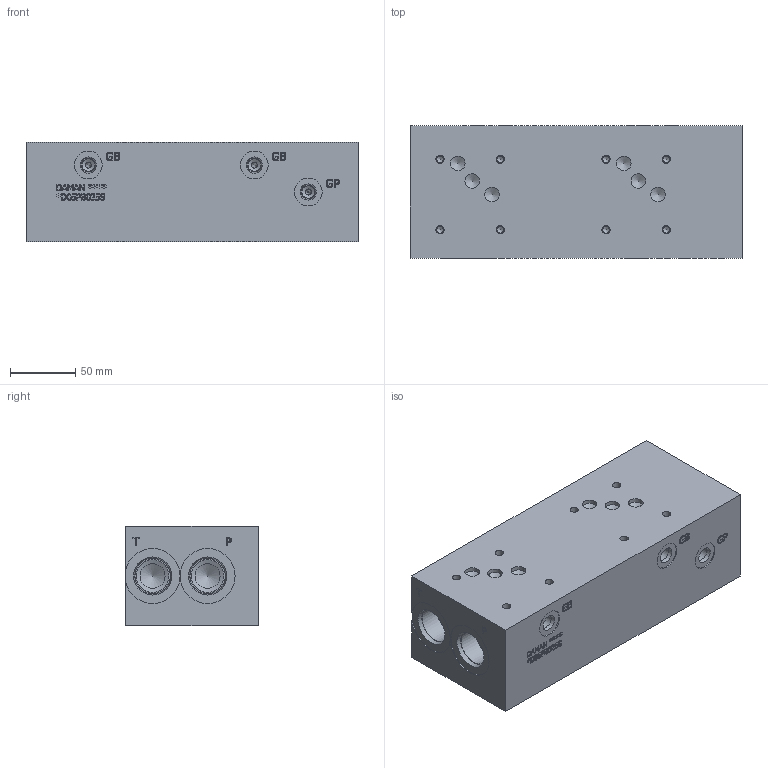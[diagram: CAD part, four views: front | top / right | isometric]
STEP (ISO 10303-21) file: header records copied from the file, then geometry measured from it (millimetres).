
FILE_DESCRIPTION(/* description */ (''),/* implementation_level */ '2;1');
FILE_NAME(/* name */ '_D05PB025S.stp',/* time_stamp */ '2021-01-19T11:52:38-05:00',/* author */ ('alexanderw'),/* organization */ (''),/* preprocessor_version */ 'ST-DEVELOPER v17',/* originating_system */ 'Autodesk Inventor 2019',/* authorisation */ '');
FILE_SCHEMA (('AUTOMOTIVE_DESIGN { 1 0 10303 214 3 1 1 }'));
Length unit declared in the file: millimetre
Products named in the file (1): Part_AD05PB025S_3D
Bounding box: 254 x 101.6 x 76.2 mm (x, y, z)
Volume: 1809340.1 mm3; surface area: 134971.9 mm2
Topology: 1 solids, 1 shells, 927 faces, 2518 edges, 1697 vertices
Faces by surface type: plane 476, bspline 273, cylinder 102, cone 76
Full cylindrical faces by diameter (mm): 5.105 x8, 6.35 x8, 7.925 x4, 9.525 x9, 9.881 x5, 11.125 x11, 12.395 x4, 15.875 x4, 17.501 x4, 19.05 x8, 19.253 x4, 21.285 x5, 24.917 x6, 26.99 x2, 27 x4, 27.432 x6, 30.632 x4, 42.037 x4
Entity records: 31259 total; most frequent: CARTESIAN_POINT 8696, ORIENTED_EDGE 4972, DIRECTION 3625, EDGE_CURVE 2486, VERTEX_POINT 1697, LINE 1561, VECTOR 1561, EDGE_LOOP 1065
